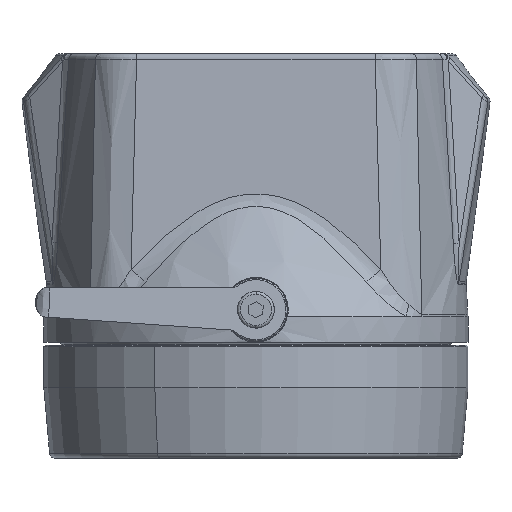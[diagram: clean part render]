
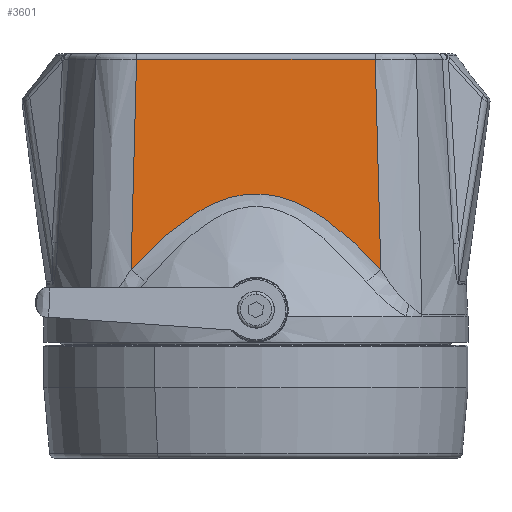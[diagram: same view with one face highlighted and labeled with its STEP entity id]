
A CAD part, front view. The second image highlights one B-rep face of the part: STEP entity #3601.
In plain terms, the highlighted planar face has unit normal (0, -0.999, 0.053).
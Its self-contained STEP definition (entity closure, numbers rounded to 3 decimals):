
#208 = ORIENTED_EDGE ( 'NONE', *, *, #5186, .T. ) ;
#511 = CARTESIAN_POINT ( 'NONE',  ( -82.564, -60.527, -60.098 ) ) ;
#1071 = ORIENTED_EDGE ( 'NONE', *, *, #5072, .T. ) ;
#1390 = EDGE_CURVE ( 'NONE', #3673, #11478, #4790, .T. ) ;
#2267 = ORIENTED_EDGE ( 'NONE', *, *, #10975, .T. ) ;
#2642 = VECTOR ( 'NONE', #4467, 1000. ) ;
#2764 = LINE ( 'NONE', #5039, #2642 ) ;
#3601 = ADVANCED_FACE ( 'NONE', ( #13043 ), #10764, .T. ) ;
#3673 = VERTEX_POINT ( 'NONE', #10407 ) ;
#4467 = DIRECTION ( 'NONE',  ( -1., 0., 0. ) ) ;
#4790 = B_SPLINE_CURVE_WITH_KNOTS ( 'NONE', 3,
 ( #10507, #10542, #10601, #10502 ),
 .UNSPECIFIED., .F., .F.,
 ( 4, 4 ),
 ( 0.002, 0.076 ),
 .UNSPECIFIED. ) ;
#5039 = CARTESIAN_POINT ( 'NONE',  ( -88.885, -56.566, 14.247 ) ) ;
#5072 = EDGE_CURVE ( 'NONE', #10584, #8252, #9453, .T. ) ;
#5186 = EDGE_CURVE ( 'NONE', #11478, #10584, #9424, .T. ) ;
#5353 = CARTESIAN_POINT ( 'NONE',  ( 3.77, -56.566, 14.247 ) ) ;
#6075 = EDGE_LOOP ( 'NONE', ( #1071, #2267, #9597, #208 ) ) ;
#8095 = AXIS2_PLACEMENT_3D ( 'NONE', #10732, #10709, #10706 ) ;
#8252 = VERTEX_POINT ( 'NONE', #5353 ) ;
#9424 = B_SPLINE_CURVE_WITH_KNOTS ( 'NONE', 3,
 ( #10986, #10963, #10947, #10943, #10915, #10899, #10866, #10846, #10818, #10798, #10778, #10752, #10750, #10734, #10724, #10710, #10707, #10685, #10670, #10665, #10651, #10647, #10641, #10625, #10622, #10607, #10605, #10595, #10580, #10578, #10563, #10561, #10548, #10536, #10532, #10521, #10520, #10510, #10494, #10493, #10482, #10479 ),
 .UNSPECIFIED., .F., .F.,
 ( 4, 2, 2, 2, 2, 2, 2, 2, 2, 2, 2, 2, 2, 2, 2, 2, 2, 2, 2, 2, 4 ),
 ( 0., 0.013, 0.02, 0.026, 0.03, 0.033, 0.04, 0.043, 0.046, 0.05, 0.051, 0.053, 0.06, 0.063, 0.066, 0.073, 0.079, 0.083, 0.086, 0.093, 0.106 ),
 .UNSPECIFIED. ) ;
#9453 = B_SPLINE_CURVE_WITH_KNOTS ( 'NONE', 3,
 ( #11254, #11269, #11239, #11215 ),
 .UNSPECIFIED., .F., .F.,
 ( 4, 4 ),
 ( 0.006, 0.081 ),
 .UNSPECIFIED. ) ;
#9597 = ORIENTED_EDGE ( 'NONE', *, *, #1390, .T. ) ;
#10407 = CARTESIAN_POINT ( 'NONE',  ( -80.591, -56.566, 14.247 ) ) ;
#10479 = CARTESIAN_POINT ( 'NONE',  ( 5.743, -60.527, -60.098 ) ) ;
#10482 = CARTESIAN_POINT ( 'NONE',  ( 2.737, -60.354, -56.85 ) ) ;
#10493 = CARTESIAN_POINT ( 'NONE',  ( -0.36, -60.187, -53.702 ) ) ;
#10494 = CARTESIAN_POINT ( 'NONE',  ( -5.225, -59.948, -49.219 ) ) ;
#10502 = CARTESIAN_POINT ( 'NONE',  ( -82.564, -60.527, -60.098 ) ) ;
#10507 = CARTESIAN_POINT ( 'NONE',  ( -80.591, -56.566, 14.247 ) ) ;
#10510 = CARTESIAN_POINT ( 'NONE',  ( -6.884, -59.87, -47.764 ) ) ;
#10520 = CARTESIAN_POINT ( 'NONE',  ( -9.445, -59.758, -45.662 ) ) ;
#10521 = CARTESIAN_POINT ( 'NONE',  ( -10.311, -59.722, -44.975 ) ) ;
#10532 = CARTESIAN_POINT ( 'NONE',  ( -12.071, -59.65, -43.631 ) ) ;
#10536 = CARTESIAN_POINT ( 'NONE',  ( -12.967, -59.615, -42.973 ) ) ;
#10542 = CARTESIAN_POINT ( 'NONE',  ( -81.264, -57.886, -10.534 ) ) ;
#10548 = CARTESIAN_POINT ( 'NONE',  ( -15.687, -59.513, -41.067 ) ) ;
#10561 = CARTESIAN_POINT ( 'NONE',  ( -17.546, -59.45, -39.88 ) ) ;
#10563 = CARTESIAN_POINT ( 'NONE',  ( -21.385, -59.336, -37.73 ) ) ;
#10578 = CARTESIAN_POINT ( 'NONE',  ( -23.365, -59.284, -36.767 ) ) ;
#10580 = CARTESIAN_POINT ( 'NONE',  ( -26.458, -59.219, -35.546 ) ) ;
#10584 = VERTEX_POINT ( 'NONE', #12776 ) ;
#10595 = CARTESIAN_POINT ( 'NONE',  ( -27.515, -59.199, -35.175 ) ) ;
#10601 = CARTESIAN_POINT ( 'NONE',  ( -81.921, -59.207, -35.316 ) ) ;
#10605 = CARTESIAN_POINT ( 'NONE',  ( -29.641, -59.165, -34.532 ) ) ;
#10607 = CARTESIAN_POINT ( 'NONE',  ( -30.713, -59.151, -34.259 ) ) ;
#10622 = CARTESIAN_POINT ( 'NONE',  ( -33.953, -59.115, -33.594 ) ) ;
#10625 = CARTESIAN_POINT ( 'NONE',  ( -36.148, -59.103, -33.358 ) ) ;
#10641 = CARTESIAN_POINT ( 'NONE',  ( -38.941, -59.102, -33.356 ) ) ;
#10647 = CARTESIAN_POINT ( 'NONE',  ( -39.5, -59.103, -33.37 ) ) ;
#10651 = CARTESIAN_POINT ( 'NONE',  ( -40.61, -59.106, -33.427 ) ) ;
#10665 = CARTESIAN_POINT ( 'NONE',  ( -41.163, -59.109, -33.47 ) ) ;
#10670 = CARTESIAN_POINT ( 'NONE',  ( -42.812, -59.118, -33.64 ) ) ;
#10685 = CARTESIAN_POINT ( 'NONE',  ( -43.902, -59.127, -33.808 ) ) ;
#10706 = DIRECTION ( 'NONE',  ( 0., -0.053, -0.999 ) ) ;
#10707 = CARTESIAN_POINT ( 'NONE',  ( -46.062, -59.15, -34.248 ) ) ;
#10709 = DIRECTION ( 'NONE',  ( 0., -0.999, 0.053 ) ) ;
#10710 = CARTESIAN_POINT ( 'NONE',  ( -47.133, -59.164, -34.52 ) ) ;
#10724 = CARTESIAN_POINT ( 'NONE',  ( -49.257, -59.199, -35.159 ) ) ;
#10732 = CARTESIAN_POINT ( 'NONE',  ( -88.885, -56.465, 16.14 ) ) ;
#10734 = CARTESIAN_POINT ( 'NONE',  ( -50.314, -59.218, -35.528 ) ) ;
#10750 = CARTESIAN_POINT ( 'NONE',  ( -53.416, -59.283, -36.748 ) ) ;
#10752 = CARTESIAN_POINT ( 'NONE',  ( -55.404, -59.335, -37.714 ) ) ;
#10764 = PLANE ( 'NONE',  #8095 ) ;
#10778 = CARTESIAN_POINT ( 'NONE',  ( -58.296, -59.421, -39.332 ) ) ;
#10798 = CARTESIAN_POINT ( 'NONE',  ( -59.245, -59.451, -39.9 ) ) ;
#10818 = CARTESIAN_POINT ( 'NONE',  ( -61.118, -59.514, -41.085 ) ) ;
#10846 = CARTESIAN_POINT ( 'NONE',  ( -62.042, -59.547, -41.703 ) ) ;
#10866 = CARTESIAN_POINT ( 'NONE',  ( -64.77, -59.649, -43.616 ) ) ;
#10899 = CARTESIAN_POINT ( 'NONE',  ( -66.524, -59.721, -44.963 ) ) ;
#10915 = CARTESIAN_POINT ( 'NONE',  ( -69.936, -59.87, -47.764 ) ) ;
#10943 = CARTESIAN_POINT ( 'NONE',  ( -71.594, -59.948, -49.217 ) ) ;
#10947 = CARTESIAN_POINT ( 'NONE',  ( -76.458, -60.186, -53.7 ) ) ;
#10963 = CARTESIAN_POINT ( 'NONE',  ( -79.556, -60.354, -56.849 ) ) ;
#10975 = EDGE_CURVE ( 'NONE', #8252, #3673, #2764, .T. ) ;
#10986 = CARTESIAN_POINT ( 'NONE',  ( -82.564, -60.527, -60.098 ) ) ;
#11215 = CARTESIAN_POINT ( 'NONE',  ( 3.77, -56.566, 14.247 ) ) ;
#11239 = CARTESIAN_POINT ( 'NONE',  ( 4.443, -57.886, -10.534 ) ) ;
#11254 = CARTESIAN_POINT ( 'NONE',  ( 5.743, -60.527, -60.098 ) ) ;
#11269 = CARTESIAN_POINT ( 'NONE',  ( 5.1, -59.207, -35.316 ) ) ;
#11478 = VERTEX_POINT ( 'NONE', #511 ) ;
#12776 = CARTESIAN_POINT ( 'NONE',  ( 5.743, -60.527, -60.098 ) ) ;
#13043 = FACE_OUTER_BOUND ( 'NONE', #6075, .T. ) ;
